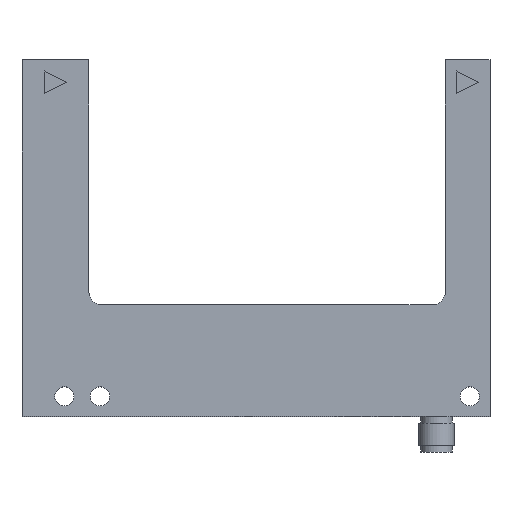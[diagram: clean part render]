
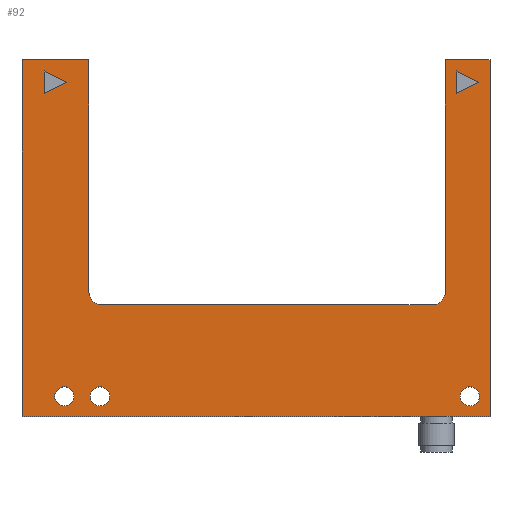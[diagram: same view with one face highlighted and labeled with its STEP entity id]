
A CAD part, top view. The second image highlights one B-rep face of the part: STEP entity #92.
In plain terms, the highlighted planar face has unit normal (0, 0, 1).
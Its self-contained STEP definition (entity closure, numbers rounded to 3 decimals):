
#92=ADVANCED_FACE('',(#208,#209,#210,#211,#212,#213),#214,.T.);
#208=FACE_BOUND('',#357,.T.);
#209=FACE_BOUND('',#358,.T.);
#210=FACE_BOUND('',#359,.T.);
#211=FACE_BOUND('',#360,.T.);
#212=FACE_BOUND('',#361,.T.);
#213=FACE_OUTER_BOUND('',#362,.T.);
#214=PLANE('',#363);
#357=EDGE_LOOP('',(#553,#554,#555));
#358=EDGE_LOOP('',(#556,#557,#558));
#359=EDGE_LOOP('',(#559,#560));
#360=EDGE_LOOP('',(#561,#562));
#361=EDGE_LOOP('',(#563,#564));
#362=EDGE_LOOP('',(#565,#566,#567,#568,#569,#570,#571,#572,#573,#574,#575,#576));
#363=AXIS2_PLACEMENT_3D('',#577,#578,#579);
#553=ORIENTED_EDGE('',*,*,#894,.T.);
#554=ORIENTED_EDGE('',*,*,#895,.T.);
#555=ORIENTED_EDGE('',*,*,#896,.T.);
#556=ORIENTED_EDGE('',*,*,#897,.T.);
#557=ORIENTED_EDGE('',*,*,#898,.T.);
#558=ORIENTED_EDGE('',*,*,#899,.T.);
#559=ORIENTED_EDGE('',*,*,#900,.T.);
#560=ORIENTED_EDGE('',*,*,#878,.T.);
#561=ORIENTED_EDGE('',*,*,#857,.T.);
#562=ORIENTED_EDGE('',*,*,#901,.T.);
#563=ORIENTED_EDGE('',*,*,#846,.T.);
#564=ORIENTED_EDGE('',*,*,#902,.T.);
#565=ORIENTED_EDGE('',*,*,#903,.F.);
#566=ORIENTED_EDGE('',*,*,#904,.F.);
#567=ORIENTED_EDGE('',*,*,#889,.F.);
#568=ORIENTED_EDGE('',*,*,#905,.F.);
#569=ORIENTED_EDGE('',*,*,#906,.F.);
#570=ORIENTED_EDGE('',*,*,#907,.F.);
#571=ORIENTED_EDGE('',*,*,#908,.F.);
#572=ORIENTED_EDGE('',*,*,#909,.F.);
#573=ORIENTED_EDGE('',*,*,#910,.F.);
#574=ORIENTED_EDGE('',*,*,#911,.F.);
#575=ORIENTED_EDGE('',*,*,#872,.F.);
#576=ORIENTED_EDGE('',*,*,#912,.F.);
#577=CARTESIAN_POINT('',(-61.937,23.748,10.0));
#578=DIRECTION('',(0.0,0.0,1.0));
#579=DIRECTION('',(1.0,0.0,0.0));
#846=EDGE_CURVE('',#989,#994,#996,.T.);
#857=EDGE_CURVE('',#1008,#1013,#1015,.T.);
#872=EDGE_CURVE('',#1040,#1041,#1042,.T.);
#878=EDGE_CURVE('',#1052,#1049,#1053,.T.);
#889=EDGE_CURVE('',#1067,#1068,#1069,.T.);
#894=EDGE_CURVE('',#1076,#1077,#1078,.T.);
#895=EDGE_CURVE('',#1077,#1079,#1080,.T.);
#896=EDGE_CURVE('',#1079,#1076,#1081,.T.);
#897=EDGE_CURVE('',#1082,#1083,#1084,.T.);
#898=EDGE_CURVE('',#1083,#1085,#1086,.T.);
#899=EDGE_CURVE('',#1085,#1082,#1087,.T.);
#900=EDGE_CURVE('',#1049,#1052,#1088,.T.);
#901=EDGE_CURVE('',#1013,#1008,#1089,.T.);
#902=EDGE_CURVE('',#994,#989,#1090,.T.);
#903=EDGE_CURVE('',#1091,#1092,#1093,.T.);
#904=EDGE_CURVE('',#1068,#1091,#1094,.T.);
#905=EDGE_CURVE('',#1095,#1067,#1096,.T.);
#906=EDGE_CURVE('',#1097,#1095,#1098,.T.);
#907=EDGE_CURVE('',#1099,#1097,#1100,.T.);
#908=EDGE_CURVE('',#1101,#1099,#1102,.T.);
#909=EDGE_CURVE('',#1103,#1101,#1104,.T.);
#910=EDGE_CURVE('',#1105,#1103,#1106,.T.);
#911=EDGE_CURVE('',#1041,#1105,#1107,.T.);
#912=EDGE_CURVE('',#1092,#1040,#1108,.T.);
#989=VERTEX_POINT('',#1203);
#994=VERTEX_POINT('',#1209);
#996=CIRCLE('',#1212,2.15);
#1008=VERTEX_POINT('',#1224);
#1013=VERTEX_POINT('',#1230);
#1015=CIRCLE('',#1233,2.15);
#1040=VERTEX_POINT('',#1262);
#1041=VERTEX_POINT('',#1263);
#1042=LINE('',#1264,#1265);
#1049=VERTEX_POINT('',#1275);
#1052=VERTEX_POINT('',#1279);
#1053=CIRCLE('',#1280,2.15);
#1067=VERTEX_POINT('',#1297);
#1068=VERTEX_POINT('',#1298);
#1069=LINE('',#1299,#1300);
#1076=VERTEX_POINT('',#1310);
#1077=VERTEX_POINT('',#1311);
#1078=LINE('',#1312,#1313);
#1079=VERTEX_POINT('',#1314);
#1080=LINE('',#1315,#1316);
#1081=LINE('',#1317,#1318);
#1082=VERTEX_POINT('',#1319);
#1083=VERTEX_POINT('',#1320);
#1084=LINE('',#1321,#1322);
#1085=VERTEX_POINT('',#1323);
#1086=LINE('',#1324,#1325);
#1087=LINE('',#1326,#1327);
#1088=CIRCLE('',#1328,2.15);
#1089=CIRCLE('',#1329,2.15);
#1090=CIRCLE('',#1330,2.15);
#1091=VERTEX_POINT('',#1331);
#1092=VERTEX_POINT('',#1332);
#1093=LINE('',#1333,#1334);
#1094=LINE('',#1335,#1336);
#1095=VERTEX_POINT('',#1337);
#1096=LINE('',#1338,#1339);
#1097=VERTEX_POINT('',#1340);
#1098=LINE('',#1341,#1342);
#1099=VERTEX_POINT('',#1343);
#1100=CIRCLE('',#1344,3.0);
#1101=VERTEX_POINT('',#1345);
#1102=CIRCLE('',#1346,3.0);
#1103=VERTEX_POINT('',#1347);
#1104=LINE('',#1348,#1349);
#1105=VERTEX_POINT('',#1350);
#1106=CIRCLE('',#1351,3.0);
#1107=CIRCLE('',#1352,3.0);
#1108=LINE('',#1353,#1354);
#1203=CARTESIAN_POINT('',(-103.35,-5.5,10.0));
#1209=CARTESIAN_POINT('',(-107.65,-5.5,10.0));
#1212=AXIS2_PLACEMENT_3D('',#1483,#1484,#1485);
#1224=CARTESIAN_POINT('',(-95.35,-5.5,10.0));
#1230=CARTESIAN_POINT('',(-99.65,-5.5,10.0));
#1233=AXIS2_PLACEMENT_3D('',#1503,#1504,#1505);
#1262=CARTESIAN_POINT('',(-100.0,70.0,10.0));
#1263=CARTESIAN_POINT('',(-100.0,18.0,10.0));
#1264=CARTESIAN_POINT('',(-100.0,70.0,10.0));
#1265=VECTOR('',#1528,1.0);
#1275=CARTESIAN_POINT('',(-12.35,-5.5,10.0));
#1279=CARTESIAN_POINT('',(-16.65,-5.5,10.0));
#1280=AXIS2_PLACEMENT_3D('',#1533,#1534,#1535);
#1297=CARTESIAN_POINT('',(-10.0,70.0,10.0));
#1298=CARTESIAN_POINT('',(-10.0,-10.,10.0));
#1299=CARTESIAN_POINT('',(-10.0,70.0,10.0));
#1300=VECTOR('',#1551,1.0);
#1310=CARTESIAN_POINT('',(-12.5,65.0,10.0));
#1311=CARTESIAN_POINT('',(-17.5,62.5,10.0));
#1312=CARTESIAN_POINT('',(-40.525,50.987,10.0));
#1313=VECTOR('',#1555,1.0);
#1314=CARTESIAN_POINT('',(-17.5,67.5,10.0));
#1315=CARTESIAN_POINT('',(-17.5,43.124,10.0));
#1316=VECTOR('',#1556,1.0);
#1317=CARTESIAN_POINT('',(-26.525,72.012,10.0));
#1318=VECTOR('',#1557,1.0);
#1319=CARTESIAN_POINT('',(-105.05,65.0,10.0));
#1320=CARTESIAN_POINT('',(-110.05,62.5,10.0));
#1321=CARTESIAN_POINT('',(-96.055,69.497,10.0));
#1322=VECTOR('',#1558,1.0);
#1323=CARTESIAN_POINT('',(-110.05,67.5,10.0));
#1324=CARTESIAN_POINT('',(-110.05,43.124,10.0));
#1325=VECTOR('',#1559,1.0);
#1326=CARTESIAN_POINT('',(-82.055,53.502,10.0));
#1327=VECTOR('',#1560,1.0);
#1328=AXIS2_PLACEMENT_3D('',#1561,#1562,#1563);
#1329=AXIS2_PLACEMENT_3D('',#1564,#1565,#1566);
#1330=AXIS2_PLACEMENT_3D('',#1567,#1568,#1569);
#1331=CARTESIAN_POINT('',(-115.0,-10.,10.0));
#1332=CARTESIAN_POINT('',(-115.0,70.0,10.0));
#1333=CARTESIAN_POINT('',(-115.0,-10.,10.0));
#1334=VECTOR('',#1570,1.0);
#1335=CARTESIAN_POINT('',(-10.0,-10.,10.0));
#1336=VECTOR('',#1571,1.0);
#1337=CARTESIAN_POINT('',(-20.0,70.0,10.0));
#1338=CARTESIAN_POINT('',(-20.0,70.0,10.0));
#1339=VECTOR('',#1572,1.0);
#1340=CARTESIAN_POINT('',(-20.0,18.0,10.0));
#1341=CARTESIAN_POINT('',(-20.0,18.0,10.0));
#1342=VECTOR('',#1573,1.0);
#1343=CARTESIAN_POINT('',(-20.879,15.879,10.0));
#1344=AXIS2_PLACEMENT_3D('',#1574,#1575,#1576);
#1345=CARTESIAN_POINT('',(-23.0,15.0,10.0));
#1346=AXIS2_PLACEMENT_3D('',#1577,#1578,#1579);
#1347=CARTESIAN_POINT('',(-97.0,15.0,10.0));
#1348=CARTESIAN_POINT('',(-97.0,15.0,10.0));
#1349=VECTOR('',#1580,1.0);
#1350=CARTESIAN_POINT('',(-99.121,15.879,10.0));
#1351=AXIS2_PLACEMENT_3D('',#1581,#1582,#1583);
#1352=AXIS2_PLACEMENT_3D('',#1584,#1585,#1586);
#1353=CARTESIAN_POINT('',(-115.0,70.0,10.0));
#1354=VECTOR('',#1587,1.0);
#1483=CARTESIAN_POINT('',(-105.5,-5.5,10.0));
#1484=DIRECTION('',(0.0,0.0,-1.0));
#1485=DIRECTION('',(1.0,0.0,0.0));
#1503=CARTESIAN_POINT('',(-97.5,-5.5,10.0));
#1504=DIRECTION('',(0.0,0.0,-1.0));
#1505=DIRECTION('',(1.0,0.0,0.0));
#1528=DIRECTION('',(0.0,-1.0,0.0));
#1533=CARTESIAN_POINT('',(-14.5,-5.5,10.0));
#1534=DIRECTION('',(0.0,0.0,-1.0));
#1535=DIRECTION('',(1.0,0.0,0.0));
#1551=DIRECTION('',(0.0,-1.0,0.0));
#1555=DIRECTION('',(-0.894,-0.447,0.0));
#1556=DIRECTION('',(0.0,1.0,0.0));
#1557=DIRECTION('',(0.894,-0.447,0.0));
#1558=DIRECTION('',(-0.894,-0.447,0.0));
#1559=DIRECTION('',(0.0,1.0,0.0));
#1560=DIRECTION('',(0.894,-0.447,0.0));
#1561=CARTESIAN_POINT('',(-14.5,-5.5,10.0));
#1562=DIRECTION('',(0.0,0.0,-1.0));
#1563=DIRECTION('',(1.0,0.0,0.0));
#1564=CARTESIAN_POINT('',(-97.5,-5.5,10.0));
#1565=DIRECTION('',(0.0,0.0,-1.0));
#1566=DIRECTION('',(1.0,0.0,0.0));
#1567=CARTESIAN_POINT('',(-105.5,-5.5,10.0));
#1568=DIRECTION('',(0.0,0.0,-1.0));
#1569=DIRECTION('',(1.0,0.0,0.0));
#1570=DIRECTION('',(0.0,1.0,0.0));
#1571=DIRECTION('',(-1.0,0.0,0.0));
#1572=DIRECTION('',(1.0,0.0,0.0));
#1573=DIRECTION('',(0.0,1.0,0.0));
#1574=CARTESIAN_POINT('',(-23.0,18.0,10.0));
#1575=DIRECTION('',(0.0,0.0,1.0));
#1576=DIRECTION('',(0.707,-0.707,0.0));
#1577=CARTESIAN_POINT('',(-23.0,18.0,10.0));
#1578=DIRECTION('',(0.0,0.0,1.0));
#1579=DIRECTION('',(0.707,-0.707,0.0));
#1580=DIRECTION('',(1.0,0.0,0.0));
#1581=CARTESIAN_POINT('',(-97.0,18.0,10.0));
#1582=DIRECTION('',(0.0,0.0,1.0));
#1583=DIRECTION('',(-0.707,-0.707,0.0));
#1584=CARTESIAN_POINT('',(-97.0,18.0,10.0));
#1585=DIRECTION('',(0.0,0.0,1.0));
#1586=DIRECTION('',(-0.707,-0.707,0.0));
#1587=DIRECTION('',(1.0,0.0,0.0));
